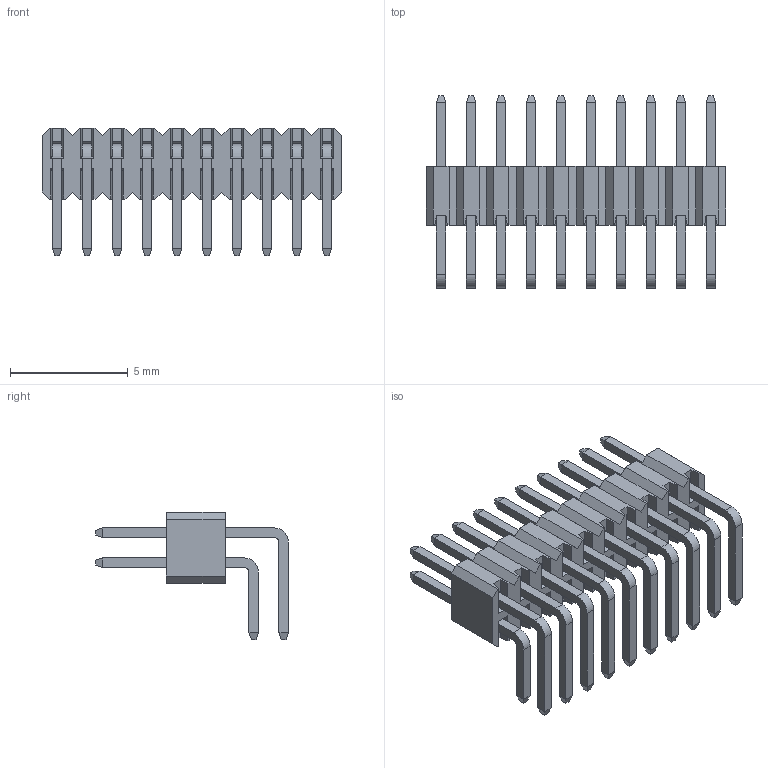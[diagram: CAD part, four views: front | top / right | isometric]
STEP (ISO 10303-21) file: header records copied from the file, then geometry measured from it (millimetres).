
FILE_DESCRIPTION( ('This file contains a STEP AP42 implementation' ,'as created by ZW3D STEP Interface translator.') ,'2;1' );
FILE_NAME( '1325-1210XXR098XXXX.stp' ,'23 317.15 843', (''), ('ZWCAD Software Co.'), 'Version 1.0', 'ZW3D to STEP translator', '' );
FILE_SCHEMA(('AUTOMOTIVE_DESIGN { 1 0 10303 214 1 1 1 1 }'));
Length unit declared in the file: millimetre
Products named in the file (2): 0; 1325-1210XXR098XXXX
Bounding box: 12.7 x 8.17 x 5.4 mm (x, y, z)
Volume: 114 mm3; surface area: 587.4 mm2
Topology: 21 solids, 21 shells, 594 faces, 1516 edges, 944 vertices
Faces by surface type: plane 554, cylinder 40
Entity records: 18051 total; most frequent: CARTESIAN_POINT 3055, ORIENTED_EDGE 3032, DIRECTION 2786, EDGE_CURVE 1516, VECTOR 1436, LINE 1436, VERTEX_POINT 944, AXIS2_PLACEMENT_3D 675
